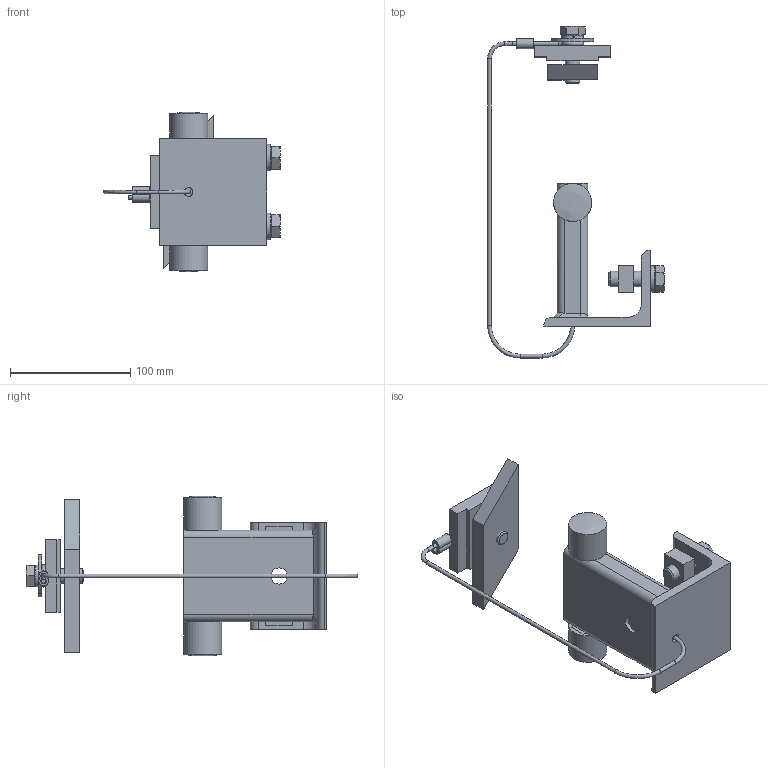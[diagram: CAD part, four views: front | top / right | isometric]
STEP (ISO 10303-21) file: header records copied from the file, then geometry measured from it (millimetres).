
FILE_DESCRIPTION((''),'2;1');
FILE_NAME('25578 ETA-8 ADJUSTABLE INSERTABLE MID-RAIL STOP.stp','2013-04-02T13:16:34',('jholman'),(''),'Autodesk Inventor 2011','Autodesk Inventor 2011','');
FILE_SCHEMA(('AUTOMOTIVE_DESIGN { 1 0 10303 214 1 1 1 1 }'));
Length unit declared in the file: inch
Products named in the file (18): 25578; 3D11H9F4C; 3D11L9F4B; 3D11J9F4B; 3D11K9F4A; 3D11M9F4B; 3D11I9F4A; Helical Spring Lock Washers 0.5; Hex Cap Screw - Inch 1/2-13 UNC - 1.5; 25086; 25081; Plain Washer (Inch) 1/2 - wide - Type A; DIN 7980 - withdrawn 12; Hex Cap Screw - Metric M12 x 40; 3D11FUH4A; 3D11LUH4A; 3D11PBG4A; 3D11KKB4A
Assembly tree (20 placements, depth 3):
  25578
    3D11H9F4C
    3D11L9F4B  x2
      3D11J9F4B
      3D11K9F4A
    3D11M9F4B
    3D11I9F4A
    Helical Spring Lock Washers 0.5  x2
    Hex Cap Screw - Inch 1/2-13 UNC - 1.5  x2
    25086
    25081
    Plain Washer (Inch) 1/2 - wide - Type A
    DIN 7980 - withdrawn 12
    Hex Cap Screw - Metric M12 x 40
    3D11FUH4A
    3D11LUH4A
    3D11PBG4A
    3D11KKB4A
Bounding box: 146.81 x 275.88 x 132.51 mm (x, y, z)
Volume: 356874 mm3; surface area: 135738 mm2
Topology: 20 solids, 20 shells, 290 faces, 655 edges, 419 vertices
Faces by surface type: plane 165, cylinder 69, cone 27, torus 27, sphere 2
Full cylindrical faces by diameter (mm): 3.175 x7, 5.182 x1, 7.144 x1, 8.357 x2, 10.109 x1, 10.592 x4, 12 x1, 12.7 x3, 13.494 x9, 14.275 x1, 16.6 x1, 17.145 x2, 20.638 x4, 31.75 x2, 34.925 x1
Entity records: 6694 total; most frequent: CARTESIAN_POINT 1139, DIRECTION 1134, ORIENTED_EDGE 904, EDGE_CURVE 452, AXIS2_PLACEMENT_3D 451, VERTEX_POINT 316, EDGE_LOOP 316, VECTOR 232
